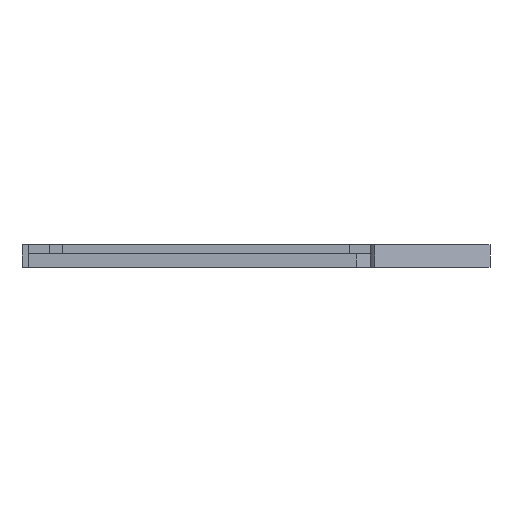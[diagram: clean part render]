
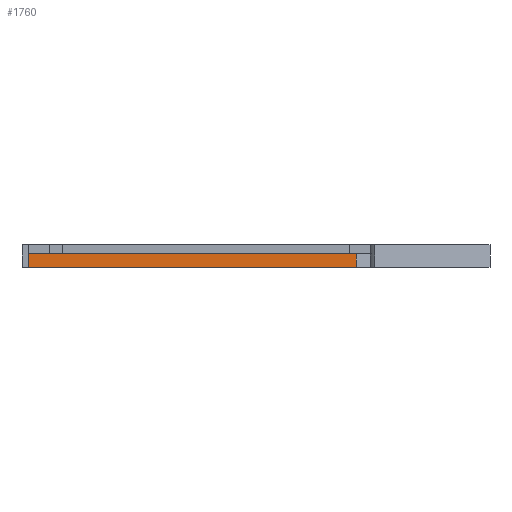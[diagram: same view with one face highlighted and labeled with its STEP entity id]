
A CAD part, left-side view. The second image highlights one B-rep face of the part: STEP entity #1760.
In plain terms, the highlighted planar face has unit normal (-1, 0, 0).
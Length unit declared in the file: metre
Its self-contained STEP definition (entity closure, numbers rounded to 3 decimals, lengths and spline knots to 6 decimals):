
#264=ORIENTED_EDGE('',*,*,#650,.T.);
#265=ORIENTED_EDGE('',*,*,#651,.F.);
#266=ORIENTED_EDGE('',*,*,#652,.F.);
#267=ORIENTED_EDGE('',*,*,#647,.T.);
#647=EDGE_CURVE('',#860,#859,#1065,.T.);
#650=EDGE_CURVE('',#859,#862,#1068,.T.);
#651=EDGE_CURVE('',#863,#862,#1069,.T.);
#652=EDGE_CURVE('',#860,#863,#1070,.T.);
#859=VERTEX_POINT('',#2613);
#860=VERTEX_POINT('',#2615);
#862=VERTEX_POINT('',#2621);
#863=VERTEX_POINT('',#2623);
#1065=LINE('',#2614,#1303);
#1068=LINE('',#2620,#1306);
#1069=LINE('',#2622,#1307);
#1070=LINE('',#2624,#1308);
#1303=VECTOR('',#2137,1.);
#1306=VECTOR('',#2142,1.);
#1307=VECTOR('',#2143,1.);
#1308=VECTOR('',#2144,1.);
#1469=EDGE_LOOP('',(#264,#265,#266,#267));
#1573=FACE_BOUND('',#1469,.T.);
#1676=PLANE('',#1876);
#1760=ADVANCED_FACE('',(#1573),#1676,.F.);
#1876=AXIS2_PLACEMENT_3D('',#2619,#2140,#2141);
#2137=DIRECTION('',(0.,0.,-1.));
#2140=DIRECTION('',(1.,0.,0.));
#2141=DIRECTION('',(0.,0.,-1.));
#2142=DIRECTION('',(0.,-1.,0.));
#2143=DIRECTION('',(0.,0.,-1.));
#2144=DIRECTION('',(0.,-1.,0.));
#2613=CARTESIAN_POINT('',(0.016228,0.04955,0.));
#2614=CARTESIAN_POINT('',(0.016228,0.04955,0.003));
#2615=CARTESIAN_POINT('',(0.016228,0.04955,0.003));
#2619=CARTESIAN_POINT('',(0.016228,0.013441,0.003));
#2620=CARTESIAN_POINT('',(0.016228,0.013441,0.));
#2621=CARTESIAN_POINT('',(0.016228,-0.022668,0.));
#2622=CARTESIAN_POINT('',(0.016228,-0.022668,0.003));
#2623=CARTESIAN_POINT('',(0.016228,-0.022668,0.003));
#2624=CARTESIAN_POINT('',(0.016228,0.013441,0.003));
